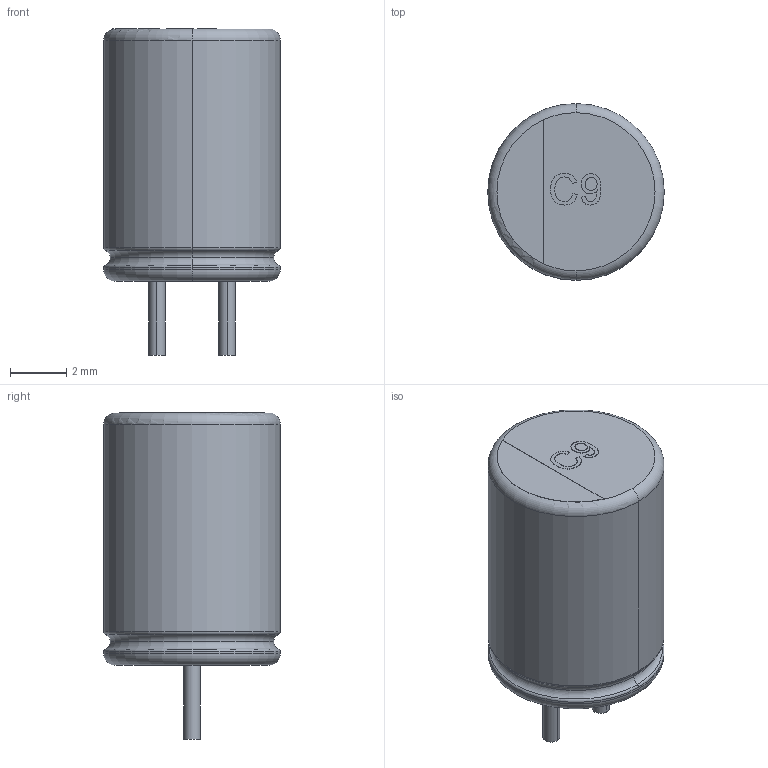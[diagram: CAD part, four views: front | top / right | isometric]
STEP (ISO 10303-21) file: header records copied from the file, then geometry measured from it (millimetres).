
FILE_DESCRIPTION (( 'STEP AP214' ), '1' );
FILE_NAME ('THD Capacitor Polar C9(6.3X9mm).STEP', '2019-06-13T11:36:32', ( '' ), ( '' ), 'SwSTEP 2.0', 'SolidWorks 2018', '' );
FILE_SCHEMA (( 'AUTOMOTIVE_DESIGN' ));
Length unit declared in the file: millimetre
Products named in the file (1): THD Capacitor Polar C9(6.3X9mm)
Bounding box: 6.3 x 6.3 x 11.66 mm (x, y, z)
Volume: 278.4 mm3; surface area: 248 mm2
Topology: 1 solids, 1 shells, 69 faces, 167 edges, 106 vertices
Faces by surface type: bspline 21, cylinder 19, plane 17, torus 12
Entity records: 4150 total; most frequent: CARTESIAN_POINT 1932, ORIENTED_EDGE 334, DIRECTION 284, EDGE_CURVE 167, AXIS2_PLACEMENT_3D 110, VERTEX_POINT 106, EDGE_LOOP 75, ADVANCED_FACE 69
